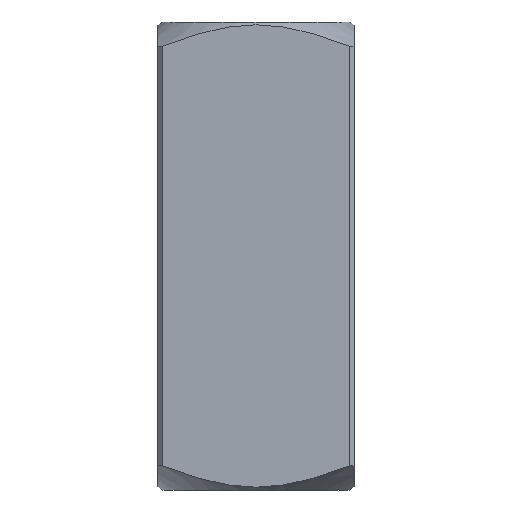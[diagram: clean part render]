
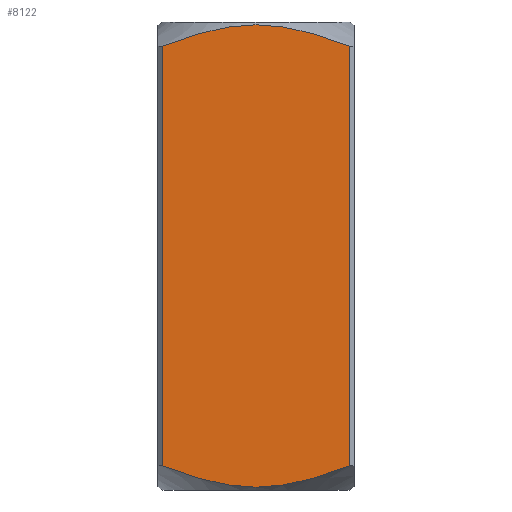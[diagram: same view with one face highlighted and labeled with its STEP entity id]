
A CAD part, front view. The second image highlights one B-rep face of the part: STEP entity #8122.
In plain terms, the highlighted planar face has unit normal (0, -1, 0).
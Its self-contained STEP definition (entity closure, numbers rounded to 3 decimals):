
#524=(
BOUNDED_CURVE()
B_SPLINE_CURVE(2,(#17682,#17683,#17684),.UNSPECIFIED.,.F.,.F.)
B_SPLINE_CURVE_WITH_KNOTS((3,3),(5.091,8.74),
 .UNSPECIFIED.)
CURVE()
GEOMETRIC_REPRESENTATION_ITEM()
RATIONAL_B_SPLINE_CURVE((1.45,1.45,1.219))
REPRESENTATION_ITEM('')
);
#525=(
BOUNDED_CURVE()
B_SPLINE_CURVE(2,(#17691,#17692,#17693),.UNSPECIFIED.,.F.,.F.)
B_SPLINE_CURVE_WITH_KNOTS((3,3),(1.442,5.091),
 .UNSPECIFIED.)
CURVE()
GEOMETRIC_REPRESENTATION_ITEM()
RATIONAL_B_SPLINE_CURVE((1.219,1.45,1.45))
REPRESENTATION_ITEM('')
);
#536=(
BOUNDED_CURVE()
B_SPLINE_CURVE(2,(#17740,#17741,#17742),.UNSPECIFIED.,.F.,.F.)
B_SPLINE_CURVE_WITH_KNOTS((3,3),(5.091,8.74),
 .UNSPECIFIED.)
CURVE()
GEOMETRIC_REPRESENTATION_ITEM()
RATIONAL_B_SPLINE_CURVE((1.45,1.45,1.219))
REPRESENTATION_ITEM('')
);
#537=(
BOUNDED_CURVE()
B_SPLINE_CURVE(2,(#17748,#17749,#17750),.UNSPECIFIED.,.F.,.F.)
B_SPLINE_CURVE_WITH_KNOTS((3,3),(1.442,5.091),
 .UNSPECIFIED.)
CURVE()
GEOMETRIC_REPRESENTATION_ITEM()
RATIONAL_B_SPLINE_CURVE((1.219,1.45,1.45))
REPRESENTATION_ITEM('')
);
#642=LINE('',#17664,#1206);
#647=LINE('',#17720,#1211);
#1206=VECTOR('',#9645,10.);
#1211=VECTOR('',#9660,10.);
#1761=PLANE('',#8660);
#1994=FACE_OUTER_BOUND('',#2429,.T.);
#2429=EDGE_LOOP('',(#5768,#5769,#5770,#5771,#5772,#5773));
#3485=VERTEX_POINT('',#17659);
#3486=VERTEX_POINT('',#17663);
#3490=VERTEX_POINT('',#17681);
#3493=VERTEX_POINT('',#17690);
#3498=VERTEX_POINT('',#17714);
#3503=VERTEX_POINT('',#17739);
#4324=EDGE_CURVE('',#3485,#3486,#642,.T.);
#4330=EDGE_CURVE('',#3490,#3486,#524,.T.);
#4334=EDGE_CURVE('',#3493,#3490,#525,.T.);
#4342=EDGE_CURVE('',#3493,#3498,#647,.T.);
#4348=EDGE_CURVE('',#3503,#3498,#536,.T.);
#4352=EDGE_CURVE('',#3485,#3503,#537,.T.);
#5768=ORIENTED_EDGE('',*,*,#4324,.F.);
#5769=ORIENTED_EDGE('',*,*,#4352,.T.);
#5770=ORIENTED_EDGE('',*,*,#4348,.T.);
#5771=ORIENTED_EDGE('',*,*,#4342,.F.);
#5772=ORIENTED_EDGE('',*,*,#4334,.T.);
#5773=ORIENTED_EDGE('',*,*,#4330,.T.);
#8122=ADVANCED_FACE('',(#1994),#1761,.T.);
#8660=AXIS2_PLACEMENT_3D('',#17787,#9719,#9720);
#9645=DIRECTION('',(0.,0.,1.));
#9660=DIRECTION('',(0.,0.,-1.));
#9719=DIRECTION('center_axis',(0.,-1.,0.));
#9720=DIRECTION('ref_axis',(0.,0.,-1.));
#17659=CARTESIAN_POINT('',(-28.5,-30.,-85.564));
#17663=CARTESIAN_POINT('',(-28.5,-30.,42.564));
#17664=CARTESIAN_POINT('',(-28.5,-30.,0.));
#17681=CARTESIAN_POINT('',(0.,-30.,49.134));
#17682=CARTESIAN_POINT('Ctrl Pts',(0.,-30.,49.134));
#17683=CARTESIAN_POINT('Ctrl Pts',(-11.978,-30.,49.134));
#17684=CARTESIAN_POINT('Ctrl Pts',(-28.5,-30.,42.564));
#17690=CARTESIAN_POINT('',(28.5,-30.,42.564));
#17691=CARTESIAN_POINT('Ctrl Pts',(28.5,-30.,42.564));
#17692=CARTESIAN_POINT('Ctrl Pts',(11.978,-30.,49.134));
#17693=CARTESIAN_POINT('Ctrl Pts',(0.,-30.,49.134));
#17714=CARTESIAN_POINT('',(28.5,-30.,-85.564));
#17720=CARTESIAN_POINT('',(28.5,-30.,0.));
#17739=CARTESIAN_POINT('',(0.,-30.,-92.134));
#17740=CARTESIAN_POINT('Ctrl Pts',(0.,-30.,-92.134));
#17741=CARTESIAN_POINT('Ctrl Pts',(11.978,-30.,-92.134));
#17742=CARTESIAN_POINT('Ctrl Pts',(28.5,-30.,-85.564));
#17748=CARTESIAN_POINT('Ctrl Pts',(-28.5,-30.,-85.564));
#17749=CARTESIAN_POINT('Ctrl Pts',(-11.978,-30.,-92.134));
#17750=CARTESIAN_POINT('Ctrl Pts',(0.,-30.,-92.134));
#17787=CARTESIAN_POINT('Origin',(30.,-30.,0.));
